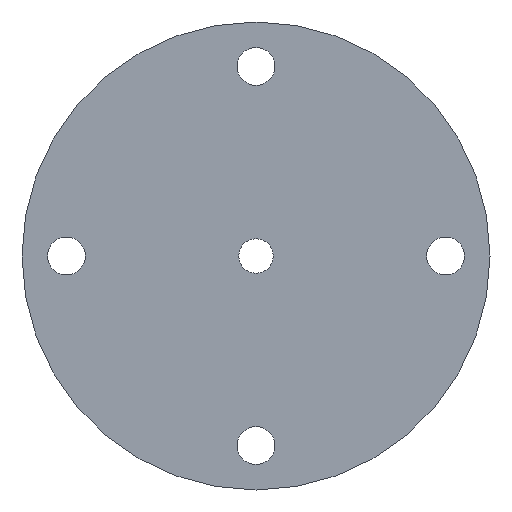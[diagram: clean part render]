
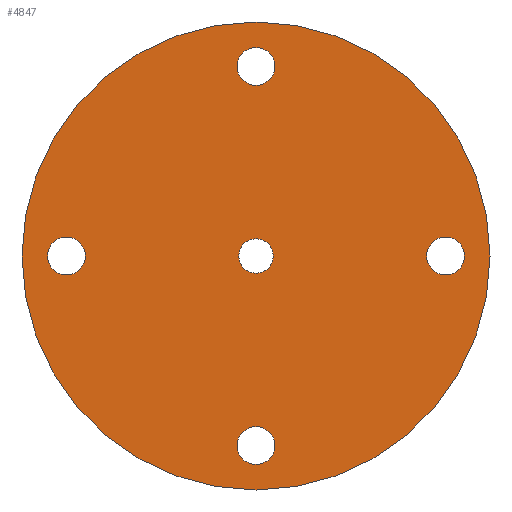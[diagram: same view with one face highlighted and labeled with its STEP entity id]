
A CAD part, left-side view. The second image highlights one B-rep face of the part: STEP entity #4847.
In plain terms, the highlighted planar face has unit normal (-1, 0, 0).
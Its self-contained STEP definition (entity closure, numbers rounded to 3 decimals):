
#9 = ORIENTED_EDGE ( 'NONE', *, *, #4219, .F. ) ;
#27 = DIRECTION ( 'NONE',  ( 0., 0., 1. ) ) ;
#98 = CARTESIAN_POINT ( 'NONE',  ( -7.5, 0., -1.45 ) ) ;
#200 = DIRECTION ( 'NONE',  ( -1., 0., 0. ) ) ;
#240 = DIRECTION ( 'NONE',  ( 0., 0., 1. ) ) ;
#255 = CARTESIAN_POINT ( 'NONE',  ( -7.5, 16., 0. ) ) ;
#275 = DIRECTION ( 'NONE',  ( 0., 0., 1. ) ) ;
#281 = FACE_BOUND ( 'NONE', #3272, .T. ) ;
#289 = CIRCLE ( 'NONE', #3163, 1.45 ) ;
#307 = AXIS2_PLACEMENT_3D ( 'NONE', #1760, #3387, #2557 ) ;
#398 = DIRECTION ( 'NONE',  ( -1., 0., 0. ) ) ;
#465 = CARTESIAN_POINT ( 'NONE',  ( -7.5, 0., -16. ) ) ;
#492 = DIRECTION ( 'NONE',  ( -1., 0., 0. ) ) ;
#515 = AXIS2_PLACEMENT_3D ( 'NONE', #3956, #398, #4006 ) ;
#590 = EDGE_LOOP ( 'NONE', ( #2058, #622 ) ) ;
#622 = ORIENTED_EDGE ( 'NONE', *, *, #3320, .F. ) ;
#646 = DIRECTION ( 'NONE',  ( -1., 0., 0. ) ) ;
#729 = EDGE_CURVE ( 'NONE', #2556, #4692, #3595, .T. ) ;
#751 = VERTEX_POINT ( 'NONE', #3512 ) ;
#777 = CARTESIAN_POINT ( 'NONE',  ( -7.5, 0., 17.6 ) ) ;
#779 = DIRECTION ( 'NONE',  ( 0., 0., 1. ) ) ;
#781 = DIRECTION ( 'NONE',  ( 0., 0., 1. ) ) ;
#800 = CIRCLE ( 'NONE', #307, 1.6 ) ;
#807 = VERTEX_POINT ( 'NONE', #4032 ) ;
#821 = VERTEX_POINT ( 'NONE', #4055 ) ;
#824 = CARTESIAN_POINT ( 'NONE',  ( -7.5, 0., -14.4 ) ) ;
#877 = AXIS2_PLACEMENT_3D ( 'NONE', #3751, #2917, #4861 ) ;
#945 = EDGE_CURVE ( 'NONE', #1373, #2768, #3911, .T. ) ;
#963 = CARTESIAN_POINT ( 'NONE',  ( -7.5, 0., 0. ) ) ;
#1163 = CARTESIAN_POINT ( 'NONE',  ( -7.5, 0., 0. ) ) ;
#1232 = VERTEX_POINT ( 'NONE', #824 ) ;
#1294 = CIRCLE ( 'NONE', #877, 1.6 ) ;
#1328 = CARTESIAN_POINT ( 'NONE',  ( -7.5, 0., 0. ) ) ;
#1335 = ORIENTED_EDGE ( 'NONE', *, *, #945, .T. ) ;
#1373 = VERTEX_POINT ( 'NONE', #3020 ) ;
#1374 = CARTESIAN_POINT ( 'NONE',  ( -7.5, 0., 19.75 ) ) ;
#1489 = EDGE_CURVE ( 'NONE', #2904, #807, #3686, .T. ) ;
#1760 = CARTESIAN_POINT ( 'NONE',  ( -7.5, 16., 0. ) ) ;
#1855 = FACE_BOUND ( 'NONE', #2992, .T. ) ;
#1859 = DIRECTION ( 'NONE',  ( 0., 0., 1. ) ) ;
#1919 = DIRECTION ( 'NONE',  ( 0., 0., 1. ) ) ;
#1928 = CARTESIAN_POINT ( 'NONE',  ( -7.5, 16., -1.6 ) ) ;
#2022 = EDGE_CURVE ( 'NONE', #3178, #821, #4846, .T. ) ;
#2035 = VERTEX_POINT ( 'NONE', #2691 ) ;
#2058 = ORIENTED_EDGE ( 'NONE', *, *, #2022, .F. ) ;
#2111 = ORIENTED_EDGE ( 'NONE', *, *, #729, .F. ) ;
#2152 = DIRECTION ( 'NONE',  ( -1., 0., 0. ) ) ;
#2165 = EDGE_CURVE ( 'NONE', #2768, #1373, #4941, .T. ) ;
#2193 = PLANE ( 'NONE',  #4379 ) ;
#2230 = DIRECTION ( 'NONE',  ( -1., 0., 0. ) ) ;
#2292 = EDGE_CURVE ( 'NONE', #4692, #2556, #289, .T. ) ;
#2311 = EDGE_CURVE ( 'NONE', #751, #2035, #5049, .T. ) ;
#2339 = AXIS2_PLACEMENT_3D ( 'NONE', #963, #4549, #4188 ) ;
#2500 = EDGE_LOOP ( 'NONE', ( #2811, #2111 ) ) ;
#2513 = DIRECTION ( 'NONE',  ( 0., 0., 1. ) ) ;
#2556 = VERTEX_POINT ( 'NONE', #3672 ) ;
#2557 = DIRECTION ( 'NONE',  ( 0., 0., 1. ) ) ;
#2691 = CARTESIAN_POINT ( 'NONE',  ( -7.5, -16., -1.6 ) ) ;
#2709 = EDGE_CURVE ( 'NONE', #1232, #3206, #4170, .T. ) ;
#2725 = DIRECTION ( 'NONE',  ( -1., 0., 0. ) ) ;
#2768 = VERTEX_POINT ( 'NONE', #1374 ) ;
#2799 = ORIENTED_EDGE ( 'NONE', *, *, #3413, .F. ) ;
#2811 = ORIENTED_EDGE ( 'NONE', *, *, #2292, .F. ) ;
#2839 = AXIS2_PLACEMENT_3D ( 'NONE', #4527, #200, #4087 ) ;
#2853 = AXIS2_PLACEMENT_3D ( 'NONE', #4224, #2725, #1859 ) ;
#2904 = VERTEX_POINT ( 'NONE', #777 ) ;
#2917 = DIRECTION ( 'NONE',  ( -1., 0., 0. ) ) ;
#2938 = ORIENTED_EDGE ( 'NONE', *, *, #3821, .F. ) ;
#2992 = EDGE_LOOP ( 'NONE', ( #2799, #3750 ) ) ;
#3020 = CARTESIAN_POINT ( 'NONE',  ( -7.5, 0., -19.75 ) ) ;
#3029 = CARTESIAN_POINT ( 'NONE',  ( -7.5, 0., 0. ) ) ;
#3039 = DIRECTION ( 'NONE',  ( -1., 0., 0. ) ) ;
#3163 = AXIS2_PLACEMENT_3D ( 'NONE', #1328, #2152, #2513 ) ;
#3178 = VERTEX_POINT ( 'NONE', #1928 ) ;
#3206 = VERTEX_POINT ( 'NONE', #4277 ) ;
#3272 = EDGE_LOOP ( 'NONE', ( #2938, #4620 ) ) ;
#3296 = AXIS2_PLACEMENT_3D ( 'NONE', #1163, #3904, #781 ) ;
#3320 = EDGE_CURVE ( 'NONE', #821, #3178, #800, .T. ) ;
#3387 = DIRECTION ( 'NONE',  ( -1., 0., 0. ) ) ;
#3406 = CIRCLE ( 'NONE', #515, 1.6 ) ;
#3413 = EDGE_CURVE ( 'NONE', #3206, #1232, #1294, .T. ) ;
#3428 = CARTESIAN_POINT ( 'NONE',  ( -7.5, 0., 0. ) ) ;
#3512 = CARTESIAN_POINT ( 'NONE',  ( -7.5, -16., 1.6 ) ) ;
#3535 = AXIS2_PLACEMENT_3D ( 'NONE', #255, #2230, #275 ) ;
#3562 = ORIENTED_EDGE ( 'NONE', *, *, #2165, .T. ) ;
#3595 = CIRCLE ( 'NONE', #4252, 1.45 ) ;
#3672 = CARTESIAN_POINT ( 'NONE',  ( -7.5, 0., 1.45 ) ) ;
#3686 = CIRCLE ( 'NONE', #2853, 1.6 ) ;
#3743 = ORIENTED_EDGE ( 'NONE', *, *, #1489, .F. ) ;
#3750 = ORIENTED_EDGE ( 'NONE', *, *, #2709, .F. ) ;
#3751 = CARTESIAN_POINT ( 'NONE',  ( -7.5, 0., -16. ) ) ;
#3821 = EDGE_CURVE ( 'NONE', #2035, #751, #3932, .T. ) ;
#3904 = DIRECTION ( 'NONE',  ( -1., 0., 0. ) ) ;
#3911 = CIRCLE ( 'NONE', #2339, 19.75 ) ;
#3932 = CIRCLE ( 'NONE', #4424, 1.6 ) ;
#3956 = CARTESIAN_POINT ( 'NONE',  ( -7.5, 0., 16. ) ) ;
#4006 = DIRECTION ( 'NONE',  ( 0., 0., 1. ) ) ;
#4032 = CARTESIAN_POINT ( 'NONE',  ( -7.5, 0., 14.4 ) ) ;
#4055 = CARTESIAN_POINT ( 'NONE',  ( -7.5, 16., 1.6 ) ) ;
#4087 = DIRECTION ( 'NONE',  ( 0., 0., 1. ) ) ;
#4128 = FACE_BOUND ( 'NONE', #590, .T. ) ;
#4170 = CIRCLE ( 'NONE', #4801, 1.6 ) ;
#4177 = CARTESIAN_POINT ( 'NONE',  ( -7.5, -16., 0. ) ) ;
#4188 = DIRECTION ( 'NONE',  ( 0., 0., 1. ) ) ;
#4219 = EDGE_CURVE ( 'NONE', #807, #2904, #3406, .T. ) ;
#4224 = CARTESIAN_POINT ( 'NONE',  ( -7.5, 0., 16. ) ) ;
#4252 = AXIS2_PLACEMENT_3D ( 'NONE', #3029, #4639, #779 ) ;
#4277 = CARTESIAN_POINT ( 'NONE',  ( -7.5, 0., -17.6 ) ) ;
#4348 = EDGE_LOOP ( 'NONE', ( #1335, #3562 ) ) ;
#4379 = AXIS2_PLACEMENT_3D ( 'NONE', #3428, #3039, #240 ) ;
#4424 = AXIS2_PLACEMENT_3D ( 'NONE', #4177, #646, #1919 ) ;
#4527 = CARTESIAN_POINT ( 'NONE',  ( -7.5, -16., 0. ) ) ;
#4549 = DIRECTION ( 'NONE',  ( -1., 0., 0. ) ) ;
#4563 = FACE_BOUND ( 'NONE', #2500, .T. ) ;
#4620 = ORIENTED_EDGE ( 'NONE', *, *, #2311, .F. ) ;
#4639 = DIRECTION ( 'NONE',  ( -1., 0., 0. ) ) ;
#4692 = VERTEX_POINT ( 'NONE', #98 ) ;
#4801 = AXIS2_PLACEMENT_3D ( 'NONE', #465, #492, #27 ) ;
#4827 = EDGE_LOOP ( 'NONE', ( #9, #3743 ) ) ;
#4846 = CIRCLE ( 'NONE', #3535, 1.6 ) ;
#4847 = ADVANCED_FACE ( 'NONE', ( #4563, #281, #4128, #4985, #4967, #1855 ), #2193, .T. ) ;
#4861 = DIRECTION ( 'NONE',  ( 0., 0., 1. ) ) ;
#4941 = CIRCLE ( 'NONE', #3296, 19.75 ) ;
#4967 = FACE_BOUND ( 'NONE', #4827, .T. ) ;
#4985 = FACE_OUTER_BOUND ( 'NONE', #4348, .T. ) ;
#5049 = CIRCLE ( 'NONE', #2839, 1.6 ) ;
